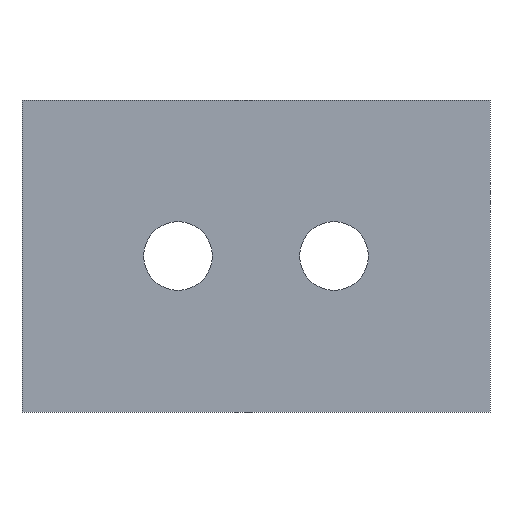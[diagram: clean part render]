
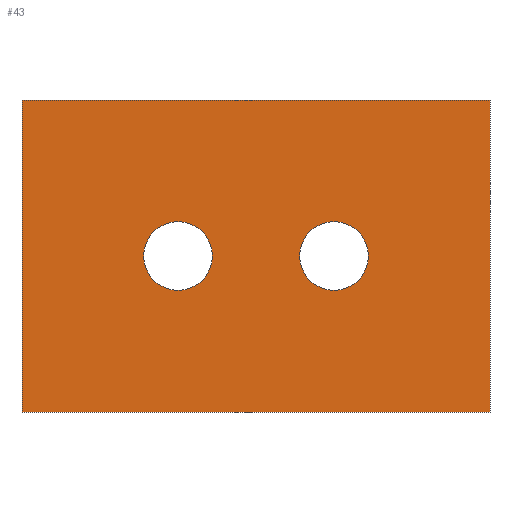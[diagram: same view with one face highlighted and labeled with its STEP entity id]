
A CAD part, front view. The second image highlights one B-rep face of the part: STEP entity #43.
In plain terms, the highlighted planar face has unit normal (0, -1, 0).
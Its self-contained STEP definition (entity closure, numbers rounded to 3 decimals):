
#3 = VERTEX_POINT ( 'NONE', #495 ) ;
#6 = VECTOR ( 'NONE', #258, 1000. ) ;
#12 = AXIS2_PLACEMENT_3D ( 'NONE', #308, #361, #319 ) ;
#19 = ORIENTED_EDGE ( 'NONE', *, *, #263, .T. ) ;
#26 = DIRECTION ( 'NONE',  ( 0., -1., 0. ) ) ;
#37 = VECTOR ( 'NONE', #145, 1000. ) ;
#43 = ADVANCED_FACE ( 'NONE', ( #251, #292, #136 ), #463, .T. ) ;
#45 = DIRECTION ( 'NONE',  ( 0., 1., 0. ) ) ;
#65 = VERTEX_POINT ( 'NONE', #512 ) ;
#83 = EDGE_CURVE ( 'NONE', #452, #65, #634, .T. ) ;
#93 = CARTESIAN_POINT ( 'NONE',  ( 0., 0., 0. ) ) ;
#95 = CARTESIAN_POINT ( 'NONE',  ( 10., 0., -5. ) ) ;
#97 = CARTESIAN_POINT ( 'NONE',  ( 15., 0., 0. ) ) ;
#122 = CIRCLE ( 'NONE', #12, 1.1 ) ;
#125 = CARTESIAN_POINT ( 'NONE',  ( 5., 0., -6.1 ) ) ;
#128 = CIRCLE ( 'NONE', #506, 1.1 ) ;
#136 = FACE_OUTER_BOUND ( 'NONE', #334, .T. ) ;
#145 = DIRECTION ( 'NONE',  ( 0., 0., 1. ) ) ;
#150 = DIRECTION ( 'NONE',  ( 0., 0., 1. ) ) ;
#151 = VECTOR ( 'NONE', #704, 1000. ) ;
#174 = ORIENTED_EDGE ( 'NONE', *, *, #446, .F. ) ;
#183 = ORIENTED_EDGE ( 'NONE', *, *, #206, .F. ) ;
#206 = EDGE_CURVE ( 'NONE', #671, #452, #476, .T. ) ;
#212 = CARTESIAN_POINT ( 'NONE',  ( 10., 0., -5. ) ) ;
#218 = ORIENTED_EDGE ( 'NONE', *, *, #314, .T. ) ;
#219 = DIRECTION ( 'NONE',  ( 0., 0., 1. ) ) ;
#231 = ORIENTED_EDGE ( 'NONE', *, *, #427, .T. ) ;
#243 = CARTESIAN_POINT ( 'NONE',  ( 15., 0., 0. ) ) ;
#250 = CIRCLE ( 'NONE', #402, 1.1 ) ;
#251 = FACE_BOUND ( 'NONE', #432, .T. ) ;
#258 = DIRECTION ( 'NONE',  ( -1., 0., 0. ) ) ;
#261 = CARTESIAN_POINT ( 'NONE',  ( 5., 0., -5. ) ) ;
#263 = EDGE_CURVE ( 'NONE', #345, #661, #511, .T. ) ;
#267 = AXIS2_PLACEMENT_3D ( 'NONE', #212, #324, #219 ) ;
#292 = FACE_BOUND ( 'NONE', #392, .T. ) ;
#308 = CARTESIAN_POINT ( 'NONE',  ( 5., 0., -5. ) ) ;
#309 = LINE ( 'NONE', #93, #37 ) ;
#312 = DIRECTION ( 'NONE',  ( 0., 1., 0. ) ) ;
#314 = EDGE_CURVE ( 'NONE', #383, #3, #122, .T. ) ;
#315 = EDGE_CURVE ( 'NONE', #661, #345, #250, .T. ) ;
#319 = DIRECTION ( 'NONE',  ( 0., 0., 1. ) ) ;
#324 = DIRECTION ( 'NONE',  ( 0., 1., 0. ) ) ;
#325 = VECTOR ( 'NONE', #347, 1000. ) ;
#334 = EDGE_LOOP ( 'NONE', ( #336, #174, #606, #183 ) ) ;
#336 = ORIENTED_EDGE ( 'NONE', *, *, #500, .F. ) ;
#345 = VERTEX_POINT ( 'NONE', #700 ) ;
#347 = DIRECTION ( 'NONE',  ( 0., 0., -1. ) ) ;
#361 = DIRECTION ( 'NONE',  ( 0., 1., 0. ) ) ;
#383 = VERTEX_POINT ( 'NONE', #125 ) ;
#392 = EDGE_LOOP ( 'NONE', ( #19, #443 ) ) ;
#402 = AXIS2_PLACEMENT_3D ( 'NONE', #95, #312, #150 ) ;
#422 = DIRECTION ( 'NONE',  ( 0., 0., 1. ) ) ;
#427 = EDGE_CURVE ( 'NONE', #3, #383, #128, .T. ) ;
#432 = EDGE_LOOP ( 'NONE', ( #231, #218 ) ) ;
#438 = AXIS2_PLACEMENT_3D ( 'NONE', #521, #26, #514 ) ;
#443 = ORIENTED_EDGE ( 'NONE', *, *, #315, .T. ) ;
#446 = EDGE_CURVE ( 'NONE', #65, #660, #646, .T. ) ;
#452 = VERTEX_POINT ( 'NONE', #97 ) ;
#459 = CARTESIAN_POINT ( 'NONE',  ( 0., 0., 0. ) ) ;
#463 = PLANE ( 'NONE',  #438 ) ;
#466 = CARTESIAN_POINT ( 'NONE',  ( 0., 0., -10. ) ) ;
#476 = LINE ( 'NONE', #644, #151 ) ;
#495 = CARTESIAN_POINT ( 'NONE',  ( 5., 0., -3.9 ) ) ;
#500 = EDGE_CURVE ( 'NONE', #660, #671, #309, .T. ) ;
#506 = AXIS2_PLACEMENT_3D ( 'NONE', #261, #45, #422 ) ;
#511 = CIRCLE ( 'NONE', #267, 1.1 ) ;
#512 = CARTESIAN_POINT ( 'NONE',  ( 15., 0., -10. ) ) ;
#514 = DIRECTION ( 'NONE',  ( 0., 0., -1. ) ) ;
#521 = CARTESIAN_POINT ( 'NONE',  ( 0., 0., 0. ) ) ;
#581 = CARTESIAN_POINT ( 'NONE',  ( 10., 0., -6.1 ) ) ;
#584 = CARTESIAN_POINT ( 'NONE',  ( 0., 0., -10. ) ) ;
#606 = ORIENTED_EDGE ( 'NONE', *, *, #83, .F. ) ;
#634 = LINE ( 'NONE', #243, #325 ) ;
#644 = CARTESIAN_POINT ( 'NONE',  ( 0., 0., 0. ) ) ;
#646 = LINE ( 'NONE', #584, #6 ) ;
#660 = VERTEX_POINT ( 'NONE', #466 ) ;
#661 = VERTEX_POINT ( 'NONE', #581 ) ;
#671 = VERTEX_POINT ( 'NONE', #459 ) ;
#700 = CARTESIAN_POINT ( 'NONE',  ( 10., 0., -3.9 ) ) ;
#704 = DIRECTION ( 'NONE',  ( 1., 0., 0. ) ) ;
